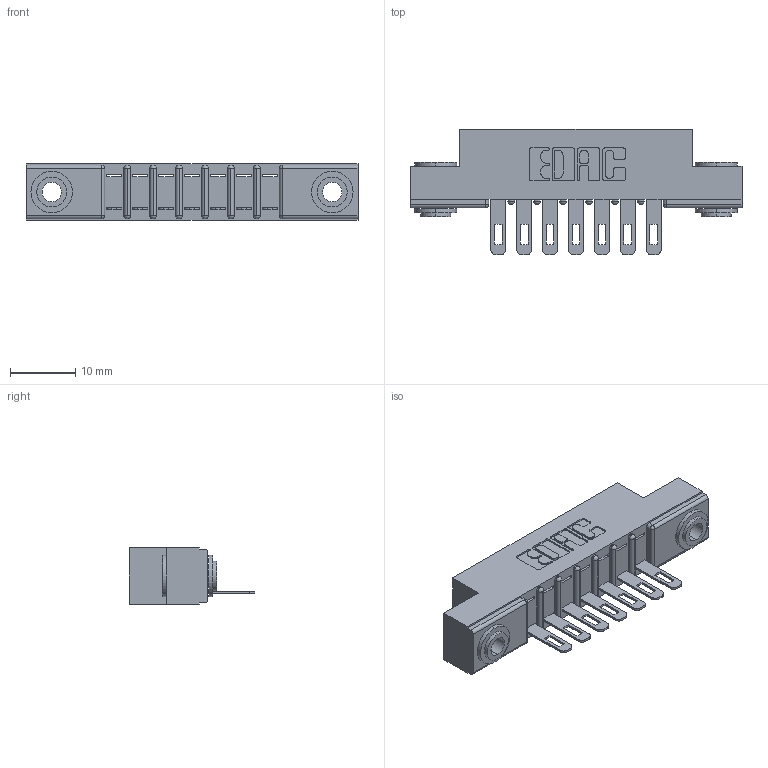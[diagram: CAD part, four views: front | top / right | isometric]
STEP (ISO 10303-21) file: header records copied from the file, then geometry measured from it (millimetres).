
FILE_DESCRIPTION (( 'STEP AP203' ), '1' );
FILE_NAME ('357-007-505-103.STEP', '2019-09-13T18:01:10', ( '' ), ( '' ), 'SwSTEP 2.0', 'SolidWorks 2016', '' );
FILE_SCHEMA (( 'CONFIG_CONTROL_DESIGN' ));
Length unit declared in the file: inch
Products named in the file (4): 345-250-002_345-250-002-102; 357-007-505-103; 307-290-001_505; 307 Part_.156 Dia Mounting Holes
Assembly tree (10 placements, depth 2):
  357-007-505-103
    307 Part_.156 Dia Mounting Holes
    307-290-001_505  x7
    345-250-002_345-250-002-102  x2
Bounding box: 50.75 x 19.18 x 8.71 mm (x, y, z)
Volume: 3252.3 mm3; surface area: 4787.5 mm2
Topology: 10 solids, 10 shells, 570 faces, 1569 edges, 1010 vertices
Faces by surface type: plane 346, cylinder 200, sphere 16, cone 8
Entity records: 11355 total; most frequent: CARTESIAN_POINT 1877, DIRECTION 1863, ORIENTED_EDGE 1854, EDGE_CURVE 927, VECTOR 687, LINE 687, VERTEX_POINT 602, AXIS2_PLACEMENT_3D 588
